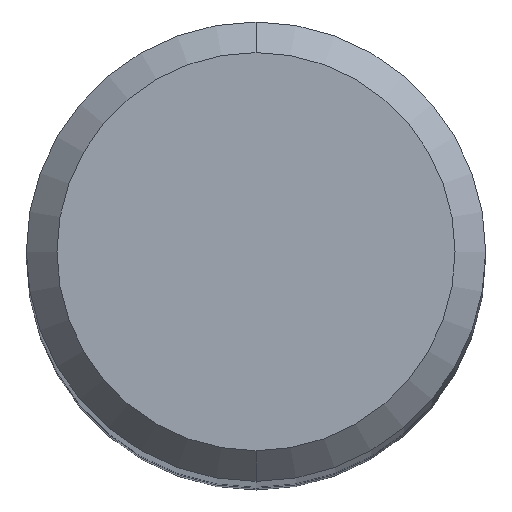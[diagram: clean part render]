
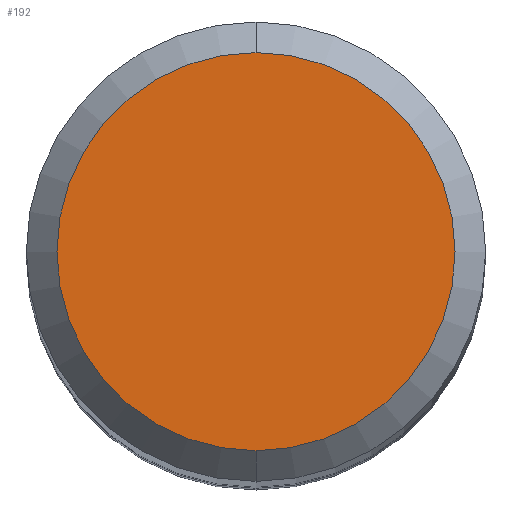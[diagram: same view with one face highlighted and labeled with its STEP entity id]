
A CAD part, top view. The second image highlights one B-rep face of the part: STEP entity #192.
In plain terms, the highlighted planar face has unit normal (0, 0, 1).
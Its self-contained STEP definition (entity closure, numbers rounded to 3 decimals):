
#182=VERTEX_POINT('',#483);
#192=ADVANCED_FACE('',(#495),#496,.T.);
#202=EDGE_CURVE('',#346,#182,#507,.T.);
#346=VERTEX_POINT('',#668);
#388=EDGE_CURVE('',#182,#346,#711,.T.);
#483=CARTESIAN_POINT('',(0.,-2.6,0.0));
#495=FACE_OUTER_BOUND('',#825,.T.);
#496=PLANE('',#826);
#507=CIRCLE('',#838,2.6);
#668=CARTESIAN_POINT('',(0.0,2.6,0.0));
#711=CIRCLE('',#1261,2.6);
#825=EDGE_LOOP('',(#1449,#1450));
#826=AXIS2_PLACEMENT_3D('',#1451,#1452,#1453);
#838=AXIS2_PLACEMENT_3D('',#1463,#1464,#1465);
#1261=AXIS2_PLACEMENT_3D('',#1666,#1667,#1668);
#1449=ORIENTED_EDGE('',*,*,#202,.F.);
#1450=ORIENTED_EDGE('',*,*,#388,.F.);
#1451=CARTESIAN_POINT('',(0.0,1.3,0.0));
#1452=DIRECTION('',(-0.0,0.0,1.0));
#1453=DIRECTION('',(0.0,-1.0,0.0));
#1463=CARTESIAN_POINT('',(0.0,0.0,0.0));
#1464=DIRECTION('',(0.0,0.0,-1.0));
#1465=DIRECTION('',(0.0,1.0,0.0));
#1666=CARTESIAN_POINT('',(0.0,0.0,0.0));
#1667=DIRECTION('',(0.0,0.0,-1.0));
#1668=DIRECTION('',(0.0,1.0,0.0));
